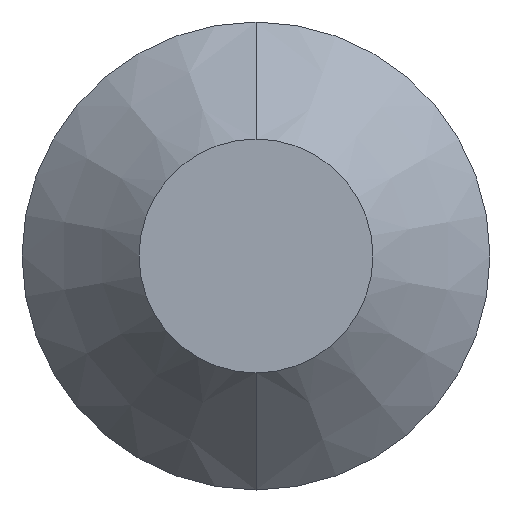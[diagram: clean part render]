
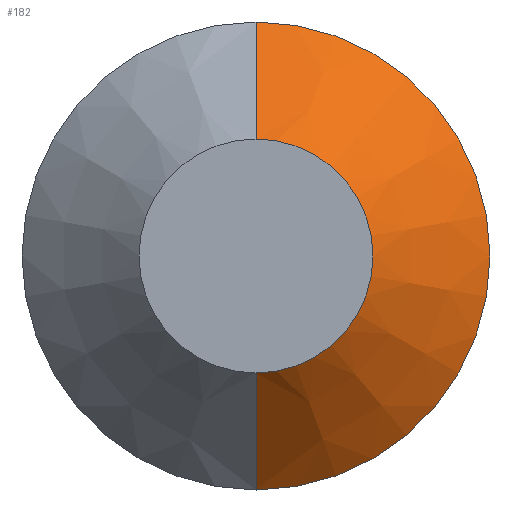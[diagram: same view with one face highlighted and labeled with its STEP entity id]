
A CAD part, front view. The second image highlights one B-rep face of the part: STEP entity #182.
In plain terms, the highlighted conical face has half-angle 45 degrees and reference radius 8 mm.
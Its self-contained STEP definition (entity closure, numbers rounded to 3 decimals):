
#50 = FACE_OUTER_BOUND ( 'NONE', #673, .T. ) ;
#87 = LINE ( 'NONE', #462, #737 ) ;
#88 = LINE ( 'NONE', #442, #741 ) ;
#151 = CONICAL_SURFACE ( 'NONE', #162, 8., 0.785 ) ;
#162 = AXIS2_PLACEMENT_3D ( 'NONE', #600, #602, #592 ) ;
#182 = ADVANCED_FACE ( 'NONE', ( #50 ), #151, .T. ) ;
#230 = EDGE_CURVE ( 'NONE', #684, #687, #87, .T. ) ;
#231 = EDGE_CURVE ( 'NONE', #684, #686, #736, .T. ) ;
#232 = EDGE_CURVE ( 'NONE', #686, #682, #88, .T. ) ;
#233 = EDGE_CURVE ( 'NONE', #687, #682, #739, .T. ) ;
#320 = CARTESIAN_POINT ( 'NONE',  ( 0., -0.3, 8. ) ) ;
#321 = CARTESIAN_POINT ( 'NONE',  ( 0., -4.3, -4. ) ) ;
#324 = CARTESIAN_POINT ( 'NONE',  ( 0., -4.3, 4. ) ) ;
#326 = CARTESIAN_POINT ( 'NONE',  ( 0., -0.3, -8. ) ) ;
#385 = ORIENTED_EDGE ( 'NONE', *, *, #233, .F. ) ;
#425 = DIRECTION ( 'NONE',  ( 0., 0., 1. ) ) ;
#430 = DIRECTION ( 'NONE',  ( 0., 1., 0. ) ) ;
#434 = CARTESIAN_POINT ( 'NONE',  ( 0., -0.3, 0. ) ) ;
#438 = DIRECTION ( 'NONE',  ( 0., 0.707, -0.707 ) ) ;
#442 = CARTESIAN_POINT ( 'NONE',  ( 0., -0.3, -8. ) ) ;
#451 = DIRECTION ( 'NONE',  ( 0., 0., 1. ) ) ;
#453 = DIRECTION ( 'NONE',  ( 0., 1., 0. ) ) ;
#457 = CARTESIAN_POINT ( 'NONE',  ( 0., -4.3, 0. ) ) ;
#461 = DIRECTION ( 'NONE',  ( 0., 0.707, 0.707 ) ) ;
#462 = CARTESIAN_POINT ( 'NONE',  ( 0., -0.3, 8. ) ) ;
#566 = ORIENTED_EDGE ( 'NONE', *, *, #232, .T. ) ;
#567 = ORIENTED_EDGE ( 'NONE', *, *, #230, .F. ) ;
#569 = ORIENTED_EDGE ( 'NONE', *, *, #231, .T. ) ;
#592 = DIRECTION ( 'NONE',  ( 0., 0., 1. ) ) ;
#600 = CARTESIAN_POINT ( 'NONE',  ( 0., -0.3, 0. ) ) ;
#602 = DIRECTION ( 'NONE',  ( 0., 1., 0. ) ) ;
#673 = EDGE_LOOP ( 'NONE', ( #569, #566, #385, #567 ) ) ;
#682 = VERTEX_POINT ( 'NONE', #326 ) ;
#684 = VERTEX_POINT ( 'NONE', #324 ) ;
#686 = VERTEX_POINT ( 'NONE', #321 ) ;
#687 = VERTEX_POINT ( 'NONE', #320 ) ;
#736 = CIRCLE ( 'NONE', #738, 4. ) ;
#737 = VECTOR ( 'NONE', #461, 1000. ) ;
#738 = AXIS2_PLACEMENT_3D ( 'NONE', #457, #453, #451 ) ;
#739 = CIRCLE ( 'NONE', #742, 8. ) ;
#741 = VECTOR ( 'NONE', #438, 1000. ) ;
#742 = AXIS2_PLACEMENT_3D ( 'NONE', #434, #430, #425 ) ;
